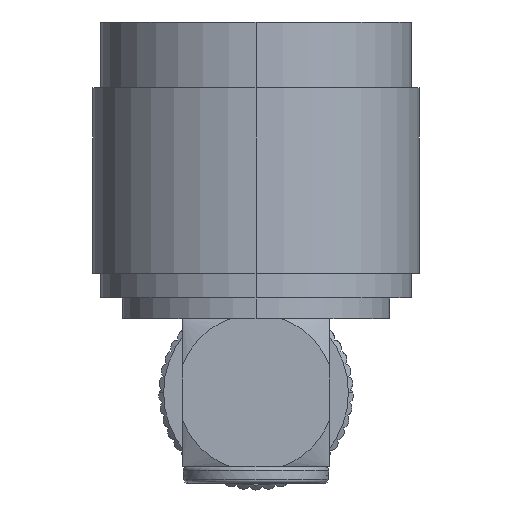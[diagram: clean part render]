
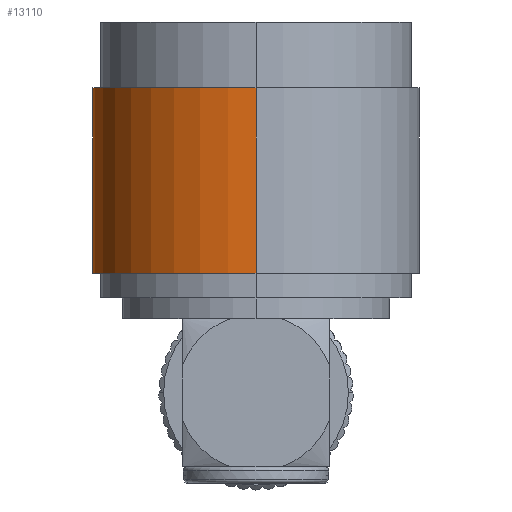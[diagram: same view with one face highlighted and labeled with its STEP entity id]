
A CAD part, left-side view. The second image highlights one B-rep face of the part: STEP entity #13110.
In plain terms, the highlighted cylindrical face has radius 10.058 mm (diameter 20.116 mm), a partial arc.
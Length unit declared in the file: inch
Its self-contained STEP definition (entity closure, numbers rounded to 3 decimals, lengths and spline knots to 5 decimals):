
#159 = EDGE_LOOP ( 'NONE', ( #673, #6290, #4652, #429 ) ) ;
#429 = ORIENTED_EDGE ( 'NONE', *, *, #1969, .F. ) ;
#673 = ORIENTED_EDGE ( 'NONE', *, *, #11356, .T. ) ;
#1064 = DIRECTION ( 'NONE',  ( 0., -1., 0. ) ) ;
#1310 = DIRECTION ( 'NONE',  ( 0., 0., -1. ) ) ;
#1453 = CIRCLE ( 'NONE', #2917, 0.39599 ) ;
#1649 = CARTESIAN_POINT ( 'NONE',  ( 0., -0.11, -0.39599 ) ) ;
#1714 = CARTESIAN_POINT ( 'NONE',  ( 0., -0.74, 0. ) ) ;
#1840 = VERTEX_POINT ( 'NONE', #7511 ) ;
#1969 = EDGE_CURVE ( 'NONE', #4307, #2792, #10253, .T. ) ;
#2015 = CARTESIAN_POINT ( 'NONE',  ( 0., -0.29, -0.39599 ) ) ;
#2778 = CARTESIAN_POINT ( 'NONE',  ( 0., -0.74, -0.39599 ) ) ;
#2792 = VERTEX_POINT ( 'NONE', #2778 ) ;
#2917 = AXIS2_PLACEMENT_3D ( 'NONE', #6173, #1064, #12336 ) ;
#3253 = CARTESIAN_POINT ( 'NONE',  ( 0., -0.11, 0.39599 ) ) ;
#3457 = FACE_OUTER_BOUND ( 'NONE', #159, .T. ) ;
#3623 = CIRCLE ( 'NONE', #7668, 0.39599 ) ;
#3770 = CYLINDRICAL_SURFACE ( 'NONE', #5274, 0.39599 ) ;
#3872 = DIRECTION ( 'NONE',  ( 0., 0., -1. ) ) ;
#4307 = VERTEX_POINT ( 'NONE', #2015 ) ;
#4652 = ORIENTED_EDGE ( 'NONE', *, *, #12311, .F. ) ;
#5274 = AXIS2_PLACEMENT_3D ( 'NONE', #8269, #5356, #1310 ) ;
#5323 = DIRECTION ( 'NONE',  ( 0., -1., 0. ) ) ;
#5356 = DIRECTION ( 'NONE',  ( 0., -1., 0. ) ) ;
#5898 = VERTEX_POINT ( 'NONE', #12566 ) ;
#6173 = CARTESIAN_POINT ( 'NONE',  ( 0., -0.29, 0. ) ) ;
#6290 = ORIENTED_EDGE ( 'NONE', *, *, #8519, .T. ) ;
#7207 = LINE ( 'NONE', #3253, #13158 ) ;
#7506 = VECTOR ( 'NONE', #8781, 39.37008 ) ;
#7511 = CARTESIAN_POINT ( 'NONE',  ( 0., -0.29, 0.39599 ) ) ;
#7668 = AXIS2_PLACEMENT_3D ( 'NONE', #1714, #11964, #3872 ) ;
#8269 = CARTESIAN_POINT ( 'NONE',  ( 0., -0.11, 0. ) ) ;
#8519 = EDGE_CURVE ( 'NONE', #1840, #5898, #7207, .T. ) ;
#8781 = DIRECTION ( 'NONE',  ( 0., -1., 0. ) ) ;
#10253 = LINE ( 'NONE', #1649, #7506 ) ;
#11356 = EDGE_CURVE ( 'NONE', #4307, #1840, #1453, .T. ) ;
#11964 = DIRECTION ( 'NONE',  ( 0., -1., 0. ) ) ;
#12311 = EDGE_CURVE ( 'NONE', #2792, #5898, #3623, .T. ) ;
#12336 = DIRECTION ( 'NONE',  ( 0., 0., -1. ) ) ;
#12566 = CARTESIAN_POINT ( 'NONE',  ( 0., -0.74, 0.39599 ) ) ;
#13110 = ADVANCED_FACE ( 'NONE', ( #3457 ), #3770, .T. ) ;
#13158 = VECTOR ( 'NONE', #5323, 39.37008 ) ;
